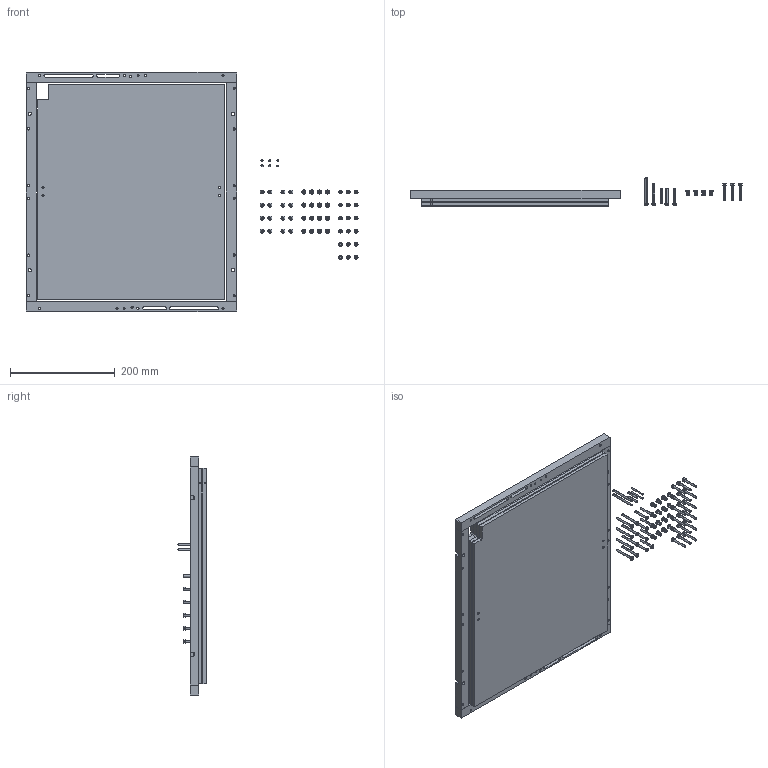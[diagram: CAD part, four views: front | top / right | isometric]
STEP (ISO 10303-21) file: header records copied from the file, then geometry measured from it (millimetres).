
FILE_DESCRIPTION (( 'STEP AP214' ), '1' );
FILE_NAME ('INGUN_113339.STEP', '2025-04-04T08:58:45', ( '' ), ( '' ), 'SwSTEP 2.0', 'SolidWorks 2023', '' );
FILE_SCHEMA (( 'AUTOMOTIVE_DESIGN' ));
Length unit declared in the file: millimetre
Products named in the file (18): INGUN_113339; 113343~1_S; 113332~2_S; DIN6325~n_04,0m6x024; 113333~0; DIN912~n_M04,0x030 VA; Gewindebuchse~n_M04-09,5 offen; 113332~2; ISO7380~n_M04,0x040; K_146455~0; 113331~2; 113334~0; 113345~1_S; DIN6325~n_04,0m6x050; 113342~2_S; ISO7380~n_M04,0x030; DIN6325~n_03,0m6x030; 113334~1_S
Assembly tree (68 placements, depth 3):
  INGUN_113339
    113331~2
    113332~2_S
      113332~2
    113333~0
    K_146455~0
    113334~1_S
      113334~0
    113342~2_S  x2
    113343~1_S  x2
    113345~1_S
      ISO7380~n_M04,0x040  x8
      ISO7380~n_M04,0x030  x8
      Gewindebuchse~n_M04-09,5 offen  x16
      DIN6325~n_04,0m6x050  x2
      DIN912~n_M04,0x030 VA  x18
      DIN6325~n_04,0m6x024  x2
      DIN6325~n_03,0m6x030  x2
Bounding box: 634.9 x 54 x 457.2 mm (x, y, z)
Volume: 4902864.2 mm3; surface area: 1676003.5 mm2
Topology: 65 solids, 65 shells, 3467 faces, 8161 edges, 5374 vertices
Faces by surface type: plane 2266, cylinder 965, cone 116, torus 96, sphere 24
Entity records: 13945 total; most frequent: DIRECTION 2513, CARTESIAN_POINT 2331, ORIENTED_EDGE 2098, EDGE_CURVE 1049, AXIS2_PLACEMENT_3D 974, VERTEX_POINT 694, LINE 565, VECTOR 565
